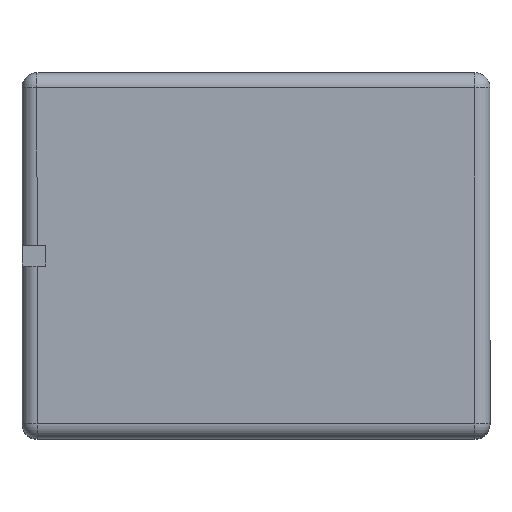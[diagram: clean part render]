
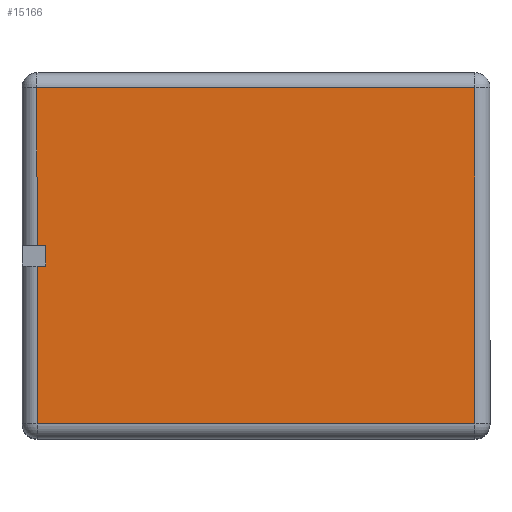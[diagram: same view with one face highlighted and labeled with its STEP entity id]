
A CAD part, top view. The second image highlights one B-rep face of the part: STEP entity #15166.
In plain terms, the highlighted planar face has unit normal (0, 0, 1).
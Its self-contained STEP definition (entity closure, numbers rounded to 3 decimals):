
#233 = VERTEX_POINT ( 'NONE', #1030 ) ;
#245 = ORIENTED_EDGE ( 'NONE', *, *, #14976, .T. ) ;
#901 = DIRECTION ( 'NONE',  ( 0., 1., 0. ) ) ;
#1030 = CARTESIAN_POINT ( 'NONE',  ( -7., 0.344, 13. ) ) ;
#1404 = VECTOR ( 'NONE', #3927, 1000. ) ;
#1416 = LINE ( 'NONE', #1564, #4813 ) ;
#1564 = CARTESIAN_POINT ( 'NONE',  ( 7.8, -5.6, 13. ) ) ;
#1643 = EDGE_CURVE ( 'NONE', #3878, #5248, #14727, .T. ) ;
#2126 = VECTOR ( 'NONE', #8762, 1000. ) ;
#2183 = CARTESIAN_POINT ( 'NONE',  ( -7., -0.344, 13. ) ) ;
#2729 = LINE ( 'NONE', #7470, #8624 ) ;
#2762 = CARTESIAN_POINT ( 'NONE',  ( -7.3, -6.1, 13. ) ) ;
#2888 = CARTESIAN_POINT ( 'NONE',  ( -7.3, -0.344, 13. ) ) ;
#2982 = CARTESIAN_POINT ( 'NONE',  ( -7.3, -5.6, 13. ) ) ;
#3037 = CARTESIAN_POINT ( 'NONE',  ( -7.3, -6.1, 13. ) ) ;
#3878 = VERTEX_POINT ( 'NONE', #2888 ) ;
#3927 = DIRECTION ( 'NONE',  ( 0., -1., 0. ) ) ;
#4115 = VERTEX_POINT ( 'NONE', #5814 ) ;
#4149 = ORIENTED_EDGE ( 'NONE', *, *, #12938, .T. ) ;
#4763 = EDGE_CURVE ( 'NONE', #5248, #9373, #1416, .T. ) ;
#4795 = AXIS2_PLACEMENT_3D ( 'NONE', #12698, #11244, #11403 ) ;
#4813 = VECTOR ( 'NONE', #7496, 1000. ) ;
#4977 = DIRECTION ( 'NONE',  ( -1., 0., 0. ) ) ;
#5126 = CARTESIAN_POINT ( 'NONE',  ( 7.3, 5.6, 13. ) ) ;
#5248 = VERTEX_POINT ( 'NONE', #2982 ) ;
#5358 = FACE_OUTER_BOUND ( 'NONE', #12147, .T. ) ;
#5391 = LINE ( 'NONE', #12861, #14457 ) ;
#5418 = CARTESIAN_POINT ( 'NONE',  ( -7., 0.344, 13. ) ) ;
#5613 = VERTEX_POINT ( 'NONE', #2183 ) ;
#5766 = VERTEX_POINT ( 'NONE', #5126 ) ;
#5814 = CARTESIAN_POINT ( 'NONE',  ( -7.3, 5.6, 13. ) ) ;
#6429 = EDGE_CURVE ( 'NONE', #5613, #233, #5391, .T. ) ;
#6516 = CARTESIAN_POINT ( 'NONE',  ( -7.3, 0.344, 13. ) ) ;
#6532 = LINE ( 'NONE', #13658, #14789 ) ;
#6706 = VERTEX_POINT ( 'NONE', #6516 ) ;
#7470 = CARTESIAN_POINT ( 'NONE',  ( -7.8, 5.6, 13. ) ) ;
#7496 = DIRECTION ( 'NONE',  ( 1., 0., 0. ) ) ;
#7920 = ORIENTED_EDGE ( 'NONE', *, *, #4763, .T. ) ;
#7929 = PLANE ( 'NONE',  #4795 ) ;
#8098 = ORIENTED_EDGE ( 'NONE', *, *, #6429, .F. ) ;
#8607 = LINE ( 'NONE', #13528, #2126 ) ;
#8624 = VECTOR ( 'NONE', #4977, 1000. ) ;
#8762 = DIRECTION ( 'NONE',  ( 1., 0., 0. ) ) ;
#9231 = LINE ( 'NONE', #5418, #12117 ) ;
#9373 = VERTEX_POINT ( 'NONE', #15075 ) ;
#9501 = VECTOR ( 'NONE', #9925, 1000. ) ;
#9849 = LINE ( 'NONE', #2762, #9501 ) ;
#9925 = DIRECTION ( 'NONE',  ( 0., -1., 0. ) ) ;
#9989 = ORIENTED_EDGE ( 'NONE', *, *, #10449, .T. ) ;
#10449 = EDGE_CURVE ( 'NONE', #9373, #5766, #6532, .T. ) ;
#11244 = DIRECTION ( 'NONE',  ( 0., 0., 1. ) ) ;
#11403 = DIRECTION ( 'NONE',  ( 1., 0., 0. ) ) ;
#12003 = ORIENTED_EDGE ( 'NONE', *, *, #12336, .F. ) ;
#12117 = VECTOR ( 'NONE', #13836, 1000. ) ;
#12147 = EDGE_LOOP ( 'NONE', ( #14629, #8098, #12003, #14182, #7920, #9989, #4149, #245 ) ) ;
#12206 = EDGE_CURVE ( 'NONE', #233, #6706, #9231, .T. ) ;
#12336 = EDGE_CURVE ( 'NONE', #3878, #5613, #8607, .T. ) ;
#12698 = CARTESIAN_POINT ( 'NONE',  ( 0., 0., 13. ) ) ;
#12861 = CARTESIAN_POINT ( 'NONE',  ( -7., 0.344, 13. ) ) ;
#12938 = EDGE_CURVE ( 'NONE', #5766, #4115, #2729, .T. ) ;
#13528 = CARTESIAN_POINT ( 'NONE',  ( -7., -0.344, 13. ) ) ;
#13658 = CARTESIAN_POINT ( 'NONE',  ( 7.3, 6.1, 13. ) ) ;
#13836 = DIRECTION ( 'NONE',  ( -1., 0., 0. ) ) ;
#14182 = ORIENTED_EDGE ( 'NONE', *, *, #1643, .T. ) ;
#14457 = VECTOR ( 'NONE', #901, 1000. ) ;
#14629 = ORIENTED_EDGE ( 'NONE', *, *, #12206, .F. ) ;
#14727 = LINE ( 'NONE', #3037, #1404 ) ;
#14789 = VECTOR ( 'NONE', #14885, 1000. ) ;
#14885 = DIRECTION ( 'NONE',  ( 0., 1., 0. ) ) ;
#14976 = EDGE_CURVE ( 'NONE', #4115, #6706, #9849, .T. ) ;
#15075 = CARTESIAN_POINT ( 'NONE',  ( 7.3, -5.6, 13. ) ) ;
#15166 = ADVANCED_FACE ( 'NONE', ( #5358 ), #7929, .T. ) ;
